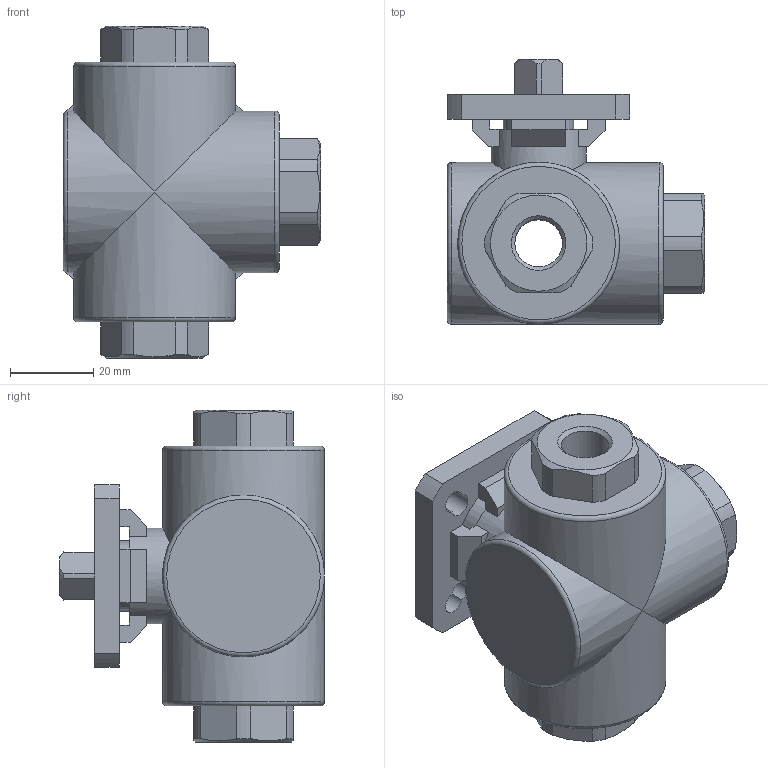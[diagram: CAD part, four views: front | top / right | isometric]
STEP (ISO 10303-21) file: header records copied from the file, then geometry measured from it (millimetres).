
FILE_DESCRIPTION(/* description */ ('STEP AP214'),/* implementation_level */ '2;1');
FILE_NAME(/* name */ '1692210_VZBA-1_4-GGG-63-32L-F0304-V4V4T',/* time_stamp */ '2024-09-17T23:45:04+02:00',/* author */ ('License CC BY-ND 4.0'),/* organization */ ('CADENAS'),/* preprocessor_version */ 'ST-DEVELOPER v19.3',/* originating_system */ 'PARTsolutions',/* authorisation */ ' ');
FILE_SCHEMA (('AUTOMOTIVE_DESIGN {1 0 10303 214 3 1 1}'));
Length unit declared in the file: millimetre
Products named in the file (1): 1692210 VZBA-1/4"-GGG-63-32L-F0304-V4V4T
Bounding box: 62 x 63.8 x 80 mm (x, y, z)
Volume: 112764.6 mm3; surface area: 24722.3 mm2
Topology: 1 solids, 1 shells, 127 faces, 362 edges, 236 vertices
Faces by surface type: plane 64, cylinder 46, cone 13, torus 4
Full cylindrical faces by diameter (mm): 11.445 x3, 11.6 x2, 17 x1, 23 x1, 27 x1, 39 x4
Entity records: 4099 total; most frequent: CARTESIAN_POINT 820, DIRECTION 676, ORIENTED_EDGE 660, EDGE_CURVE 330, AXIS2_PLACEMENT_3D 252, VERTEX_POINT 229, LINE 172, VECTOR 172
